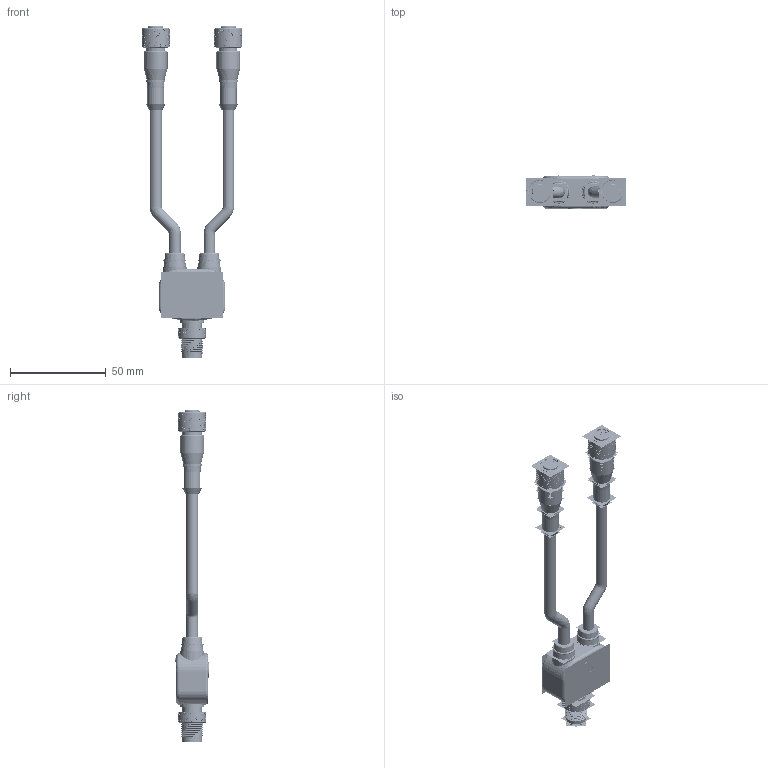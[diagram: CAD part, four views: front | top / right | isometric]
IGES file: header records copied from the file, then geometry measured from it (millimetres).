
Start section:  PTC IGES file: 214044.igs
Global section: file name: 214044.igs; native system: Creo Parametric by PTC Inc.; preprocessor: 2018300; author: pdmadmin; organization: Unknown; date: 20190911.111535; units: millimetre
Bounding box: 52.55 x 17.34 x 173.66 mm (x, y, z)
Volume: 28997 mm3; surface area: 690950.1 mm2
Topology: 32 solids, 176 shells, 21534 faces, 95272 edges, 113484 vertices
Faces by surface type: bspline 16130, revolution 5404
